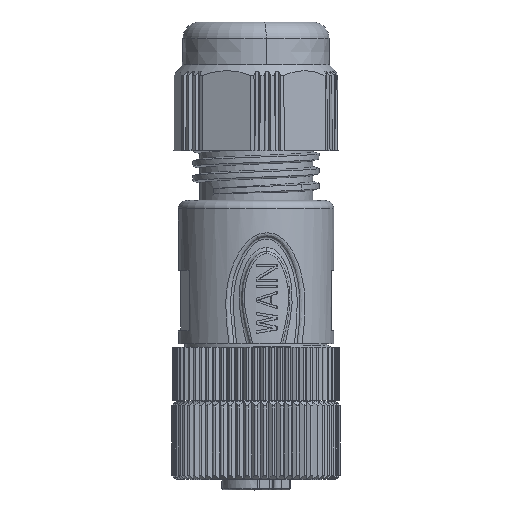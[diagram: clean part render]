
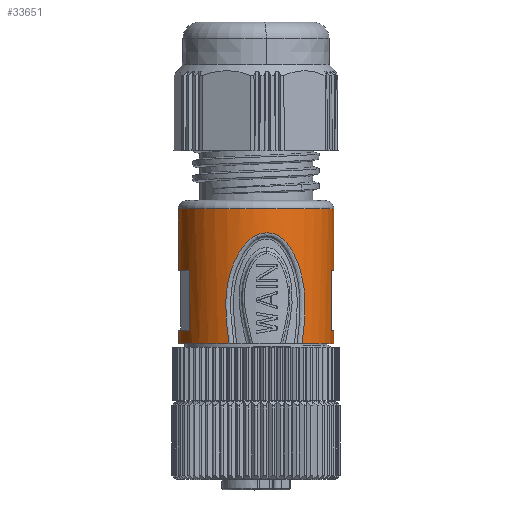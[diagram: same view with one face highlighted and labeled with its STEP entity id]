
A CAD part, top view. The second image highlights one B-rep face of the part: STEP entity #33651.
In plain terms, the highlighted cylindrical face has radius 9.25 mm (diameter 18.5 mm), a partial arc.
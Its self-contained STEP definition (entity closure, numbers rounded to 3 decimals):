
#10662=CARTESIAN_POINT('',(-3.197,6.88,
8.68));
#10741=CARTESIAN_POINT('',(5.47,6.88,7.459));
#10743=CARTESIAN_POINT('',(0.,6.88,0.));
#10744=DIRECTION('',(0.,1.,0.));
#10745=DIRECTION('',(0.591,0.,0.806));
#10746=AXIS2_PLACEMENT_3D('',#10743,#10744,#10745);
#10839=CARTESIAN_POINT('',(0.,6.88,0.));
#10840=DIRECTION('',(0.,1.,0.));
#10841=DIRECTION('',(-0.99,0.,0.139));
#10842=AXIS2_PLACEMENT_3D('',#10839,#10840,#10841);
#10844=DIRECTION('',(0.,1.,0.));
#10845=VECTOR('',#10844,7.2);
#10846=CARTESIAN_POINT('',(-7.909,8.38,
4.796));
#10847=LINE('',#10846,#10845);
#10848=CARTESIAN_POINT('',(0.,22.88,0.));
#10849=DIRECTION('',(0.,1.,0.));
#10850=DIRECTION('',(-0.99,0.,0.139));
#10851=AXIS2_PLACEMENT_3D('',#10848,#10849,#10850);
#10853=DIRECTION('',(0.,-1.,0.));
#10854=VECTOR('',#10853,7.3);
#10855=CARTESIAN_POINT('',(9.16,22.88,
-1.287));
#10856=LINE('',#10855,#10854);
#10857=DIRECTION('',(0.,-1.,0.));
#10858=VECTOR('',#10857,7.2);
#10859=CARTESIAN_POINT('',(8.925,15.58,2.43));
#10860=LINE('',#10859,#10858);
#10861=DIRECTION('',(0.,-1.,0.));
#10862=VECTOR('',#10861,1.5);
#10863=CARTESIAN_POINT('',(9.16,8.38,
-1.287));
#10864=LINE('',#10863,#10862);
#10865=CARTESIAN_POINT('',(0.071,19.768,
9.25));
#10866=CARTESIAN_POINT('',(-0.086,19.698,
9.251));
#10867=CARTESIAN_POINT('',(-0.405,19.523,
9.245));
#10868=CARTESIAN_POINT('',(-0.895,19.136,
9.211));
#10869=CARTESIAN_POINT('',(-1.378,18.62,
9.151));
#10870=CARTESIAN_POINT('',(-1.844,17.973,
9.068));
#10871=CARTESIAN_POINT('',(-2.288,17.2,
8.966));
#10872=CARTESIAN_POINT('',(-2.716,16.301,
8.846));
#10873=CARTESIAN_POINT('',(-3.101,15.244,
8.717));
#10874=CARTESIAN_POINT('',(-3.403,13.997,
8.603));
#10875=CARTESIAN_POINT('',(-3.58,12.542,
8.529));
#10876=CARTESIAN_POINT('',(-3.618,10.88,
8.513));
#10877=CARTESIAN_POINT('',(-3.504,9.01,
8.561));
#10878=CARTESIAN_POINT('',(-3.319,7.614,
8.635));
#10879=CARTESIAN_POINT('',(-3.197,6.88,
8.68));
#10890=DIRECTION('',(0.,-1.,0.));
#10891=VECTOR('',#10890,7.3);
#10892=CARTESIAN_POINT('',(-9.16,22.88,
1.287));
#10893=LINE('',#10892,#10891);
#10898=DIRECTION('',(0.,-1.,0.));
#10899=VECTOR('',#10898,1.5);
#10900=CARTESIAN_POINT('',(-9.16,8.38,
1.287));
#10901=LINE('',#10900,#10899);
#10927=CARTESIAN_POINT('',(0.,8.38,0.));
#10928=DIRECTION('',(0.,-1.,0.));
#10929=DIRECTION('',(0.99,0.,-0.139));
#10930=AXIS2_PLACEMENT_3D('',#10927,#10928,#10929);
#10945=CARTESIAN_POINT('',(0.,15.58,0.));
#10946=DIRECTION('',(0.,1.,0.));
#10947=DIRECTION('',(0.965,0.,0.263));
#10948=AXIS2_PLACEMENT_3D('',#10945,#10946,#10947);
#13249=CARTESIAN_POINT('',(0.,15.58,0.));
#13250=DIRECTION('',(0.,1.,0.));
#13251=DIRECTION('',(-0.99,0.,0.139));
#13252=AXIS2_PLACEMENT_3D('',#13249,#13250,#13251);
#13267=CARTESIAN_POINT('',(0.,8.38,0.));
#13268=DIRECTION('',(0.,-1.,0.));
#13269=DIRECTION('',(-0.855,0.,0.518));
#13270=AXIS2_PLACEMENT_3D('',#13267,#13268,#13269);
#13963=CARTESIAN_POINT('',(0.071,19.768,
9.25));
#13964=CARTESIAN_POINT('',(0.232,19.84,
9.248));
#13965=CARTESIAN_POINT('',(0.566,19.955,
9.237));
#13966=CARTESIAN_POINT('',(1.086,20.032,9.192));
#13967=CARTESIAN_POINT('',(1.678,20.015,9.102));
#13968=CARTESIAN_POINT('',(2.161,19.909,8.998));
#13969=CARTESIAN_POINT('',(2.644,19.706,8.869));
#13970=CARTESIAN_POINT('',(3.132,19.38,8.709));
#13971=CARTESIAN_POINT('',(3.617,18.909,8.519));
#13972=CARTESIAN_POINT('',(4.08,18.292,8.307));
#13973=CARTESIAN_POINT('',(4.514,17.529,8.079));
#13974=CARTESIAN_POINT('',(4.922,16.628,7.837));
#13975=CARTESIAN_POINT('',(5.293,15.567,7.59));
#13976=CARTESIAN_POINT('',(5.592,14.304,7.371));
#13977=CARTESIAN_POINT('',(5.78,12.812,7.222));
#13978=CARTESIAN_POINT('',(5.834,11.084,7.178));
#13979=CARTESIAN_POINT('',(5.738,9.121,7.256));
#13980=CARTESIAN_POINT('',(5.573,7.654,7.384));
#13981=CARTESIAN_POINT('',(5.47,6.88,7.459));
#19969=CARTESIAN_POINT('',(9.16,6.88,
-1.287));
#19971=VERTEX_POINT('',#19969);
#19973=CARTESIAN_POINT('',(9.16,8.38,
-1.287));
#19974=VERTEX_POINT('',#19973);
#19979=CARTESIAN_POINT('',(9.16,15.58,
-1.287));
#19980=VERTEX_POINT('',#19979);
#19981=CARTESIAN_POINT('',(9.16,22.88,
-1.287));
#19982=VERTEX_POINT('',#19981);
#19983=CARTESIAN_POINT('',(-9.16,22.88,
1.287));
#19984=CARTESIAN_POINT('',(-9.16,15.58,
1.287));
#19985=VERTEX_POINT('',#19983);
#19986=VERTEX_POINT('',#19984);
#19991=CARTESIAN_POINT('',(-9.16,8.38,
1.287));
#19992=VERTEX_POINT('',#19991);
#19993=CARTESIAN_POINT('',(-9.16,6.88,
1.287));
#19994=VERTEX_POINT('',#19993);
#20002=VERTEX_POINT('',#10662);
#20016=VERTEX_POINT('',#10741);
#20028=VERTEX_POINT('',#10865);
#20094=CARTESIAN_POINT('',(-7.909,8.38,
4.796));
#20095=VERTEX_POINT('',#20094);
#20096=CARTESIAN_POINT('',(-7.909,15.58,
4.796));
#20097=VERTEX_POINT('',#20096);
#20098=CARTESIAN_POINT('',(8.925,15.58,2.43));
#20099=VERTEX_POINT('',#20098);
#20100=CARTESIAN_POINT('',(8.925,8.38,2.43));
#20101=VERTEX_POINT('',#20100);
#33617=CARTESIAN_POINT('',(0.,0.78,0.));
#33618=DIRECTION('',(0.,1.,0.));
#33619=DIRECTION('',(0.99,0.,-0.139));
#33620=AXIS2_PLACEMENT_3D('',#33617,#33618,#33619);
#33621=CYLINDRICAL_SURFACE('',#33620,9.25);
#33622=ORIENTED_EDGE('',*,*,#33441,.F.);
#33624=ORIENTED_EDGE('',*,*,#33623,.F.);
#33626=ORIENTED_EDGE('',*,*,#33625,.F.);
#33628=ORIENTED_EDGE('',*,*,#33627,.T.);
#33630=ORIENTED_EDGE('',*,*,#33629,.F.);
#33632=ORIENTED_EDGE('',*,*,#33631,.F.);
#33634=ORIENTED_EDGE('',*,*,#33633,.T.);
#33636=ORIENTED_EDGE('',*,*,#33635,.T.);
#33638=ORIENTED_EDGE('',*,*,#33637,.F.);
#33640=ORIENTED_EDGE('',*,*,#33639,.T.);
#33642=ORIENTED_EDGE('',*,*,#33641,.F.);
#33644=ORIENTED_EDGE('',*,*,#33643,.T.);
#33645=ORIENTED_EDGE('',*,*,#33413,.F.);
#33647=ORIENTED_EDGE('',*,*,#33646,.F.);
#33648=ORIENTED_EDGE('',*,*,#33607,.T.);
#33649=EDGE_LOOP('',(#33622,#33624,#33626,#33628,#33630,#33632,#33634,#33636,
#33638,#33640,#33642,#33644,#33645,#33647,#33648));
#33650=FACE_OUTER_BOUND('',#33649,.F.);
#33651=ADVANCED_FACE('',(#33650),#33621,.T.);
#10747=CIRCLE('',#10746,9.25);
#10843=CIRCLE('',#10842,9.25);
#10852=CIRCLE('',#10851,9.25);
#10880=B_SPLINE_CURVE_WITH_KNOTS('',3,(#10865,#10866,#10867,#10868,#10869,
#10870,#10871,#10872,#10873,#10874,#10875,#10876,#10877,#10878,#10879),
.UNSPECIFIED.,.F.,.F.,(4,1,1,1,1,1,1,1,1,1,1,1,4),(0.,0.083,
0.167,0.25,0.333,0.417,0.5,
0.583,0.667,0.75,0.833,0.917,
1.),.UNSPECIFIED.);
#10931=CIRCLE('',#10930,9.25);
#10949=CIRCLE('',#10948,9.25);
#13253=CIRCLE('',#13252,9.25);
#13271=CIRCLE('',#13270,9.25);
#13982=B_SPLINE_CURVE_WITH_KNOTS('',3,(#13963,#13964,#13965,#13966,#13967,
#13968,#13969,#13970,#13971,#13972,#13973,#13974,#13975,#13976,#13977,#13978,
#13979,#13980,#13981),.UNSPECIFIED.,.F.,.F.,(4,1,1,1,1,1,1,1,1,1,1,1,1,1,1,1,4),
(0.,0.063,0.125,0.188,0.25,0.313,0.375,0.438,0.5,0.563,
0.625,0.688,0.75,0.813,0.875,0.938,1.),.UNSPECIFIED.);
#33413=EDGE_CURVE('',#20016,#19971,#10747,.T.);
#33441=EDGE_CURVE('',#19994,#20002,#10843,.T.);
#33607=EDGE_CURVE('',#20028,#20002,#10880,.T.);
#33623=EDGE_CURVE('',#19992,#19994,#10901,.T.);
#33625=EDGE_CURVE('',#20095,#19992,#13271,.T.);
#33627=EDGE_CURVE('',#20095,#20097,#10847,.T.);
#33629=EDGE_CURVE('',#19986,#20097,#13253,.T.);
#33631=EDGE_CURVE('',#19985,#19986,#10893,.T.);
#33633=EDGE_CURVE('',#19985,#19982,#10852,.T.);
#33635=EDGE_CURVE('',#19982,#19980,#10856,.T.);
#33637=EDGE_CURVE('',#20099,#19980,#10949,.T.);
#33639=EDGE_CURVE('',#20099,#20101,#10860,.T.);
#33641=EDGE_CURVE('',#19974,#20101,#10931,.T.);
#33643=EDGE_CURVE('',#19974,#19971,#10864,.T.);
#33646=EDGE_CURVE('',#20028,#20016,#13982,.T.);
